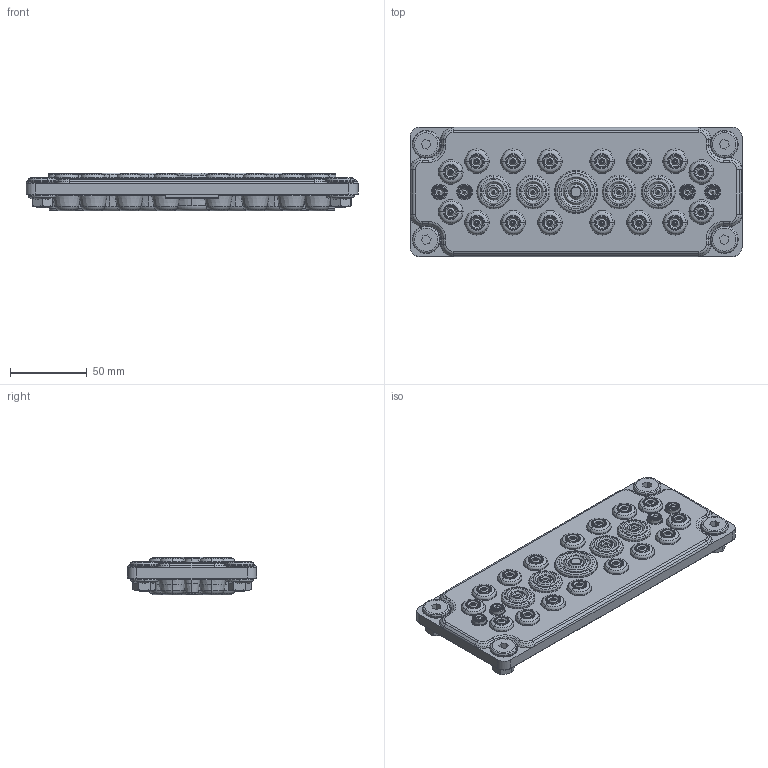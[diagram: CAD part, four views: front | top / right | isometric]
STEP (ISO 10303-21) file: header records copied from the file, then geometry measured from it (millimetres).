
FILE_DESCRIPTION((''),'2;1');
FILE_NAME('EH-TKC-36-S_1_2_3_4_5_6_7_ASM_1_ASM','2022-08-22T12:46:35',('klemen.sitar'),('Audax d.o.o.'),'CREO PARAMETRIC BY PTC INC, 2021304','CREO PARAMETRIC BY PTC INC, 2021304','');
FILE_SCHEMA(('AP242_MANAGED_MODEL_BASED_3D_ENGINEERING_MIM_LF { 1 0 10303 442 1 1 4 }'));
Products named in the file (10): EH-TKC-36-S_1_2_3_4_5_6_7_2_1_1; EH-TKC-36-S_1_2_3_4_5_6_7_3_1_1; EH-TKC-36-S_1_2_3_4_5_6_7_4_1_1; EH-TKC-36-S_1_2_3_4_5_6_7_5_1_1; NAKR_TKI_SZE_CIOK_TNE_Z_KO_-4_1; NAKR_TKI_SZE_CIOK_TNE_Z_KO_-4_2; NAKR_TKI_SZE_CIOK_TNE_Z_KO_-4_3; NAKR_TKI_SZE_CIOK_TNE_Z_KO_-4_4; EH_TC_25; EH-TKC-36-S_1_2_3_4_5_6_7_ASM_1_ASM
Assembly tree (9 placements, depth 2):
  EH-TKC-36-S_1_2_3_4_5_6_7_ASM_1_ASM
    EH-TKC-36-S_1_2_3_4_5_6_7_2_1_1
    EH-TKC-36-S_1_2_3_4_5_6_7_3_1_1
    EH-TKC-36-S_1_2_3_4_5_6_7_4_1_1
    EH-TKC-36-S_1_2_3_4_5_6_7_5_1_1
    NAKR_TKI_SZE_CIOK_TNE_Z_KO_-4_1
    NAKR_TKI_SZE_CIOK_TNE_Z_KO_-4_2
    NAKR_TKI_SZE_CIOK_TNE_Z_KO_-4_3
    NAKR_TKI_SZE_CIOK_TNE_Z_KO_-4_4
    EH_TC_25
Bounding box: 216 x 84 x 24.71 mm (x, y, z)
Volume: 139571.9 mm3; surface area: 98296.2 mm2
Topology: 5 solids, 9 shells, 2171 faces, 5445 edges, 3415 vertices
Faces by surface type: torus 778, cylinder 490, cone 423, plane 381, bspline 63, revolution 36
Entity records: 111545 total; most frequent: CARTESIAN_POINT 28510, DIRECTION 13578, ORIENTED_EDGE 10874, PRESENTATION_STYLE_ASSIGNMENT 6963, STYLED_ITEM 6963, AXIS2_PLACEMENT_3D 6211, CURVE_STYLE 5491, EDGE_CURVE 5445
